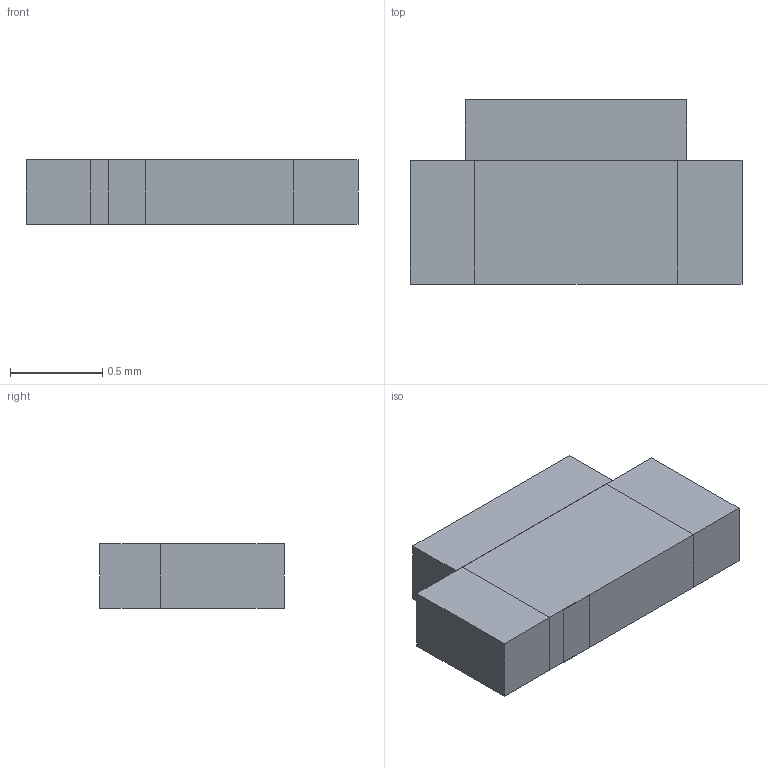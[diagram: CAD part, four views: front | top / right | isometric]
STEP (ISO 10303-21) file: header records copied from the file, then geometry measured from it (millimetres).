
FILE_DESCRIPTION(('FreeCAD Model'),'2;1');
FILE_NAME('Open CASCADE Shape Model','2023-11-20T13:17:06',('Author'),( ''),'Open CASCADE STEP processor 7.6','FreeCAD','Unknown');
FILE_SCHEMA(('AUTOMOTIVE_DESIGN { 1 0 10303 214 1 1 1 1 }'));
Length unit declared in the file: millimetre
Products named in the file (6): Unnamed; Body; Pin2; Pin1; Lens; Plane
Assembly tree (5 placements, depth 2):
  Unnamed
    Body
    Pin2
    Pin1
    Lens
    Plane
Bounding box: 1.8 x 1 x 0.35 mm (x, y, z)
Volume: 0.6 mm3; surface area: 7 mm2
Topology: 4 solids, 5 shells, 25 faces, 52 edges, 36 vertices
Faces by surface type: plane 25
Entity records: 803 total; most frequent: CARTESIAN_POINT 119, DIRECTION 114, ORIENTED_EDGE 100, EDGE_CURVE 52, LINE 52, VECTOR 52, VERTEX_POINT 36, AXIS2_PLACEMENT_3D 31
